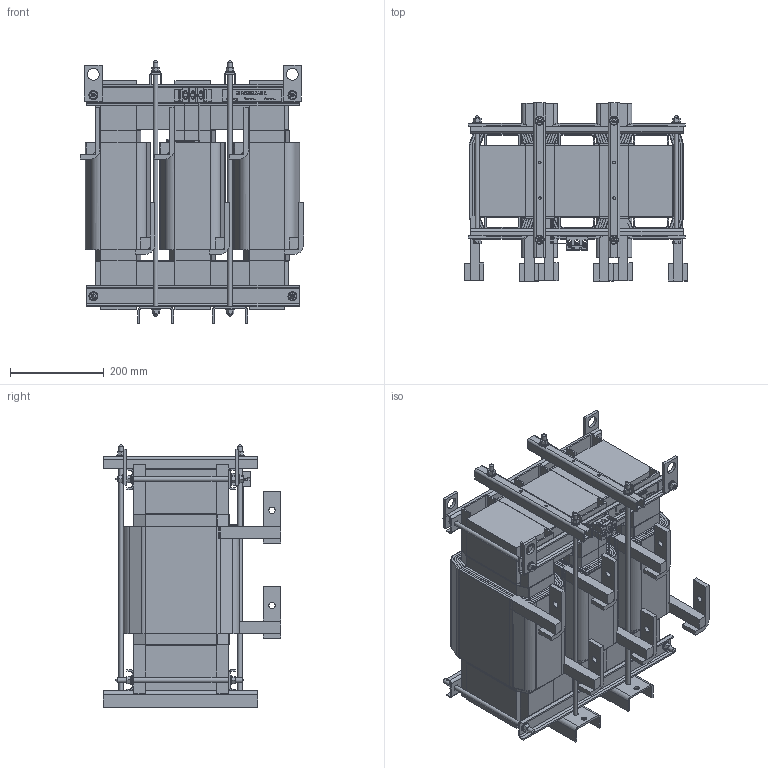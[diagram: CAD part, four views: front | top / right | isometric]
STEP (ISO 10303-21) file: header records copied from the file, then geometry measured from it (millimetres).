
FILE_DESCRIPTION(/* description */ (''),/* implementation_level */ '2;1');
FILE_NAME(/* name */ 'KTRMG750A.stp',/* time_stamp */ '2020-05-22T14:27:05-05:00',/* author */ ('jnelson'),/* organization */ (''),/* preprocessor_version */ 'ST-DEVELOPER v17',/* originating_system */ 'Autodesk Inventor 2019',/* authorisation */ '');
FILE_SCHEMA (('AUTOMOTIVE_DESIGN { 1 0 10303 214 3 1 1 }'));
Length unit declared in the file: inch
Products named in the file (29): KTRMG750A; 24164-24201; 23799; 24202; 26328; 15136; 26552; 4841; 20239-REV-D; 22543; 22215; 4948; 4132; 11626 AND 1509; 1509; 11626; 29477-KTRMG362AMSX1; 28453; 28453_1; 11923insert-hex head; 11923-1; 11923-HEX SCREW; 31615; 31006; 31006_1; 31003 - Bracket; 30097- LARGE  BLANK  (REACTOR); 14331 WIRING KTRMG362AMS; 14331 WIRING KTRMG362AMS Short Bend
Assembly tree (78 placements, depth 4):
  KTRMG750A
    24202  x2
    23799  x4
    24164-24201  x3
    26328  x2
    15136  x2
    26552  x2
    4841  x2
    20239-REV-D  x6
    22543  x3
    22215  x4
    4948  x4
    4132  x4
    11626 AND 1509  x20
      1509
      11626
    29477-KTRMG362AMSX1
    28453
      28453_1
      11923insert-hex head  x3
        11923-1
        11923-HEX SCREW
    14331 WIRING KTRMG362AMS  x2
    14331 WIRING KTRMG362AMS Short Bend  x2
    31615
    31006
      31006_1
      31003 - Bracket
    30097- LARGE  BLANK  (REACTOR)
Bounding box: 476.45 x 379.81 x 561.27 mm (x, y, z)
Volume: 36476656.7 mm3; surface area: 7802791.9 mm2
Topology: 103 solids, 103 shells, 4272 faces, 11480 edges, 7399 vertices
Faces by surface type: plane 2027, cylinder 1955, bspline 214, cone 72, sphere 4
Full cylindrical faces by diameter (mm): 1.524 x10, 3.175 x3, 3.472 x3, 4.166 x2, 4.496 x3, 4.724 x2, 5.172 x30, 5.436 x2, 5.69 x4, 6.35 x36, 6.604 x6, 7.01 x6, 7.798 x20, 9.525 x28, 11.112 x4, 11.176 x16, 13.462 x6, 19.05 x20, 25.4 x4
Entity records: 46787 total; most frequent: CARTESIAN_POINT 12359, ORIENTED_EDGE 7220, DIRECTION 6338, EDGE_CURVE 3610, LINE 2468, VECTOR 2468, VERTEX_POINT 2363, AXIS2_PLACEMENT_3D 1935
